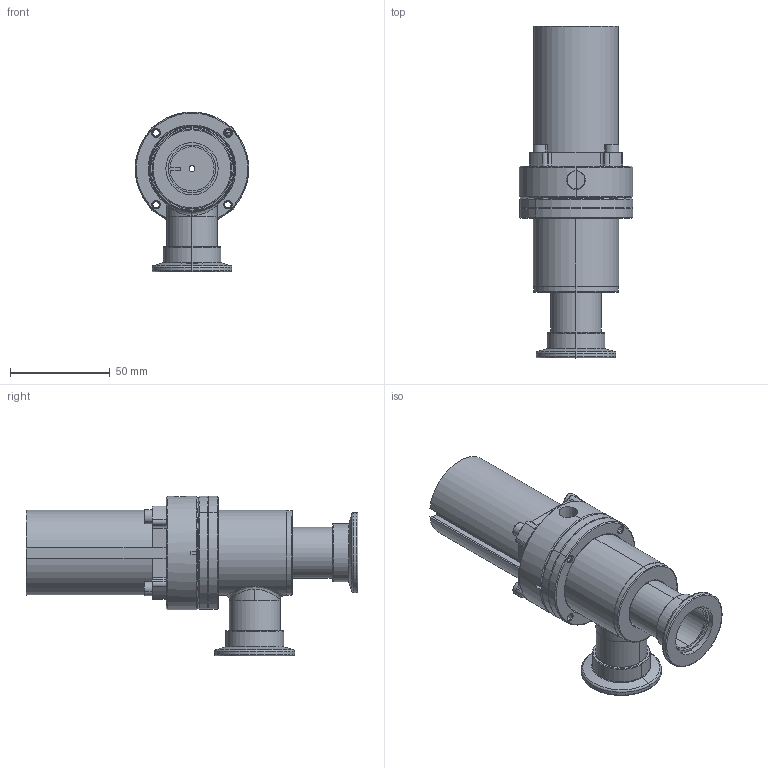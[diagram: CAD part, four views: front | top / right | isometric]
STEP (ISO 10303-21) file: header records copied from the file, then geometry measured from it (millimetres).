
FILE_DESCRIPTION (( 'STEP AP214' ), '1' );
FILE_NAME ('300111110016.STEP', '2021-03-04T08:38:19', ( 'admin' ), ( '' ), 'SwSTEP 2.0', 'SolidWorks 2018', '' );
FILE_SCHEMA (( 'AUTOMOTIVE_DESIGN' ));
Length unit declared in the file: millimetre
Products named in the file (1): 300111110016
Bounding box: 56.8 x 166 x 80 mm (x, y, z)
Surface area: 48608.1 mm2 (no closed solid volume)
Topology: 0 solids, 20 shells, 280 faces, 759 edges, 507 vertices
Faces by surface type: plane 117, cylinder 90, torus 34, cone 29, bspline 10
Entity records: 12608 total; most frequent: CARTESIAN_POINT 2686, DIRECTION 1604, ORIENTED_EDGE 1368, EDGE_CURVE 757, AXIS2_PLACEMENT_3D 610, VERTEX_POINT 507, LINE 384, VECTOR 384
